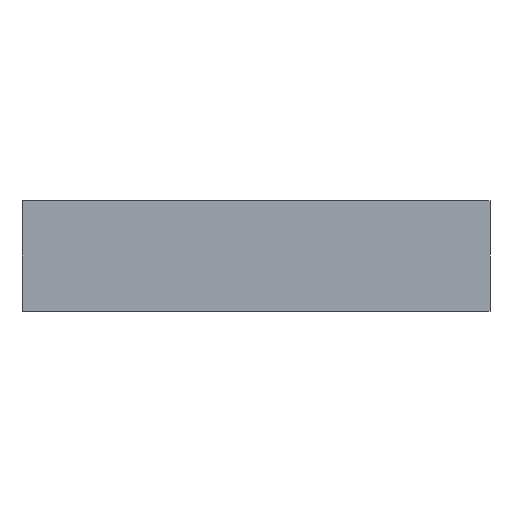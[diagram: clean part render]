
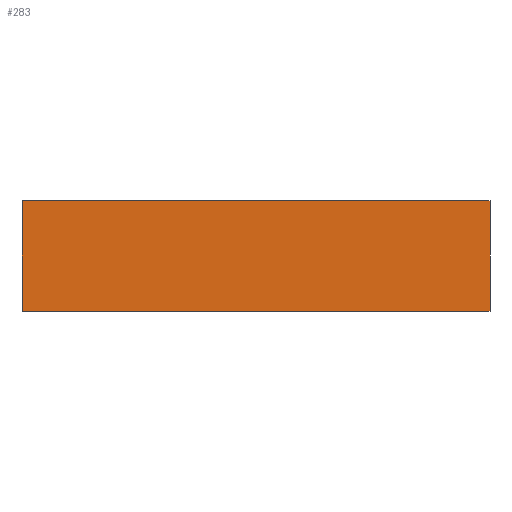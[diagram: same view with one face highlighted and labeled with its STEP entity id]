
A CAD part, front view. The second image highlights one B-rep face of the part: STEP entity #283.
In plain terms, the highlighted planar face has unit normal (0, -1, 0).
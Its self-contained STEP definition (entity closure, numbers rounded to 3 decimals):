
#19 = VERTEX_POINT ( 'NONE', #591 ) ;
#21 = VECTOR ( 'NONE', #629, 1000. ) ;
#25 = VECTOR ( 'NONE', #529, 1000. ) ;
#41 = EDGE_CURVE ( 'NONE', #306, #252, #297, .T. ) ;
#61 = DIRECTION ( 'NONE',  ( 0., 0., -1. ) ) ;
#66 = CARTESIAN_POINT ( 'NONE',  ( 0., 0., -15. ) ) ;
#73 = EDGE_CURVE ( 'NONE', #19, #321, #245, .T. ) ;
#107 = CARTESIAN_POINT ( 'NONE',  ( 0., 0., 15. ) ) ;
#109 = DIRECTION ( 'NONE',  ( -1., 0., 0. ) ) ;
#135 = DIRECTION ( 'NONE',  ( 0., 1., 0. ) ) ;
#137 = LINE ( 'NONE', #676, #677 ) ;
#169 = LINE ( 'NONE', #107, #25 ) ;
#174 = CARTESIAN_POINT ( 'NONE',  ( -12., 0., -15. ) ) ;
#178 = CARTESIAN_POINT ( 'NONE',  ( -127., 0., 15. ) ) ;
#196 = PLANE ( 'NONE',  #452 ) ;
#221 = ORIENTED_EDGE ( 'NONE', *, *, #635, .F. ) ;
#228 = LINE ( 'NONE', #666, #764 ) ;
#244 = LINE ( 'NONE', #706, #622 ) ;
#245 = LINE ( 'NONE', #345, #670 ) ;
#252 = VERTEX_POINT ( 'NONE', #374 ) ;
#256 = FACE_OUTER_BOUND ( 'NONE', #303, .T. ) ;
#262 = ORIENTED_EDGE ( 'NONE', *, *, #41, .T. ) ;
#276 = LINE ( 'NONE', #516, #21 ) ;
#277 = ORIENTED_EDGE ( 'NONE', *, *, #739, .F. ) ;
#283 = ADVANCED_FACE ( 'NONE', ( #256 ), #196, .F. ) ;
#293 = ORIENTED_EDGE ( 'NONE', *, *, #600, .F. ) ;
#297 = LINE ( 'NONE', #178, #590 ) ;
#303 = EDGE_LOOP ( 'NONE', ( #751, #512, #293, #277, #221, #262, #613, #559 ) ) ;
#306 = VERTEX_POINT ( 'NONE', #633 ) ;
#321 = VERTEX_POINT ( 'NONE', #448 ) ;
#345 = CARTESIAN_POINT ( 'NONE',  ( 0., 0., -15. ) ) ;
#357 = EDGE_CURVE ( 'NONE', #19, #506, #276, .T. ) ;
#372 = VECTOR ( 'NONE', #426, 1000. ) ;
#374 = CARTESIAN_POINT ( 'NONE',  ( -127., 0., 15. ) ) ;
#403 = DIRECTION ( 'NONE',  ( -1., 0., 0. ) ) ;
#416 = EDGE_CURVE ( 'NONE', #252, #321, #244, .T. ) ;
#426 = DIRECTION ( 'NONE',  ( 1., 0., 0. ) ) ;
#438 = CARTESIAN_POINT ( 'NONE',  ( 0., 0., 15. ) ) ;
#448 = CARTESIAN_POINT ( 'NONE',  ( -127., 0., -15. ) ) ;
#452 = AXIS2_PLACEMENT_3D ( 'NONE', #438, #135, #403 ) ;
#461 = CARTESIAN_POINT ( 'NONE',  ( -12., 0., 15. ) ) ;
#469 = EDGE_CURVE ( 'NONE', #506, #742, #579, .T. ) ;
#480 = CARTESIAN_POINT ( 'NONE',  ( 0., 0., 15. ) ) ;
#506 = VERTEX_POINT ( 'NONE', #174 ) ;
#512 = ORIENTED_EDGE ( 'NONE', *, *, #469, .T. ) ;
#516 = CARTESIAN_POINT ( 'NONE',  ( 0., 0., -15. ) ) ;
#529 = DIRECTION ( 'NONE',  ( 1., 0., 0. ) ) ;
#543 = CARTESIAN_POINT ( 'NONE',  ( 0., 0., -15. ) ) ;
#559 = ORIENTED_EDGE ( 'NONE', *, *, #73, .F. ) ;
#579 = LINE ( 'NONE', #66, #372 ) ;
#590 = VECTOR ( 'NONE', #653, 1000. ) ;
#591 = CARTESIAN_POINT ( 'NONE',  ( -115., 0., -15. ) ) ;
#597 = VERTEX_POINT ( 'NONE', #461 ) ;
#600 = EDGE_CURVE ( 'NONE', #683, #742, #228, .T. ) ;
#613 = ORIENTED_EDGE ( 'NONE', *, *, #416, .T. ) ;
#622 = VECTOR ( 'NONE', #61, 1000. ) ;
#629 = DIRECTION ( 'NONE',  ( 1., 0., 0. ) ) ;
#633 = CARTESIAN_POINT ( 'NONE',  ( -115., 0., 15. ) ) ;
#635 = EDGE_CURVE ( 'NONE', #306, #597, #169, .T. ) ;
#653 = DIRECTION ( 'NONE',  ( -1., 0., 0. ) ) ;
#666 = CARTESIAN_POINT ( 'NONE',  ( 0., 0., 15. ) ) ;
#670 = VECTOR ( 'NONE', #109, 1000. ) ;
#676 = CARTESIAN_POINT ( 'NONE',  ( 0., 0., 15. ) ) ;
#677 = VECTOR ( 'NONE', #734, 1000. ) ;
#683 = VERTEX_POINT ( 'NONE', #480 ) ;
#706 = CARTESIAN_POINT ( 'NONE',  ( -127., 0., 15. ) ) ;
#720 = DIRECTION ( 'NONE',  ( 0., 0., -1. ) ) ;
#734 = DIRECTION ( 'NONE',  ( 1., 0., 0. ) ) ;
#739 = EDGE_CURVE ( 'NONE', #597, #683, #137, .T. ) ;
#742 = VERTEX_POINT ( 'NONE', #543 ) ;
#751 = ORIENTED_EDGE ( 'NONE', *, *, #357, .T. ) ;
#764 = VECTOR ( 'NONE', #720, 1000. ) ;
